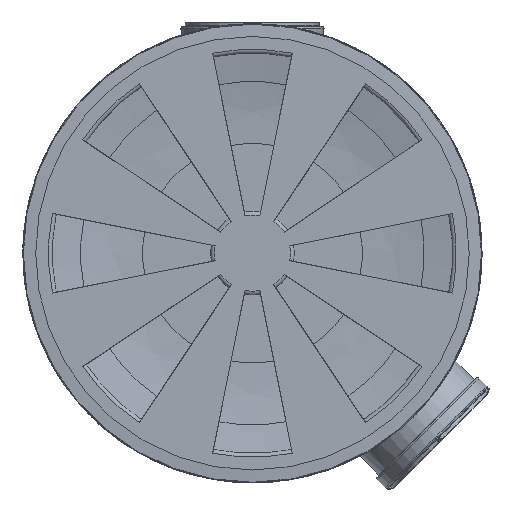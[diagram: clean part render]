
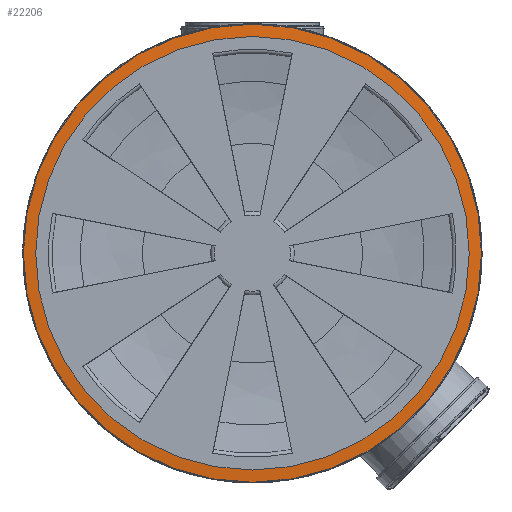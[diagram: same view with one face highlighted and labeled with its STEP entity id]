
A CAD part, front view. The second image highlights one B-rep face of the part: STEP entity #22206.
In plain terms, the highlighted conical face has half-angle 86 degrees and reference radius 353.465 mm.
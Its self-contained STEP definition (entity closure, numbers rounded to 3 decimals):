
#2349=CONICAL_SURFACE('',#24378,353.465,1.501);
#2825=LINE('',#45380,#3364);
#3364=VECTOR('',#28743,353.465);
#4344=FACE_OUTER_BOUND('',#5781,.T.);
#5781=EDGE_LOOP('',(#17626,#17627,#17628,#17629,#17630,#17631));
#7446=CIRCLE('',#24379,364.57);
#7447=CIRCLE('',#24380,364.57);
#7448=CIRCLE('',#24381,342.36);
#7449=CIRCLE('',#24382,342.36);
#9780=VERTEX_POINT('',#45375);
#9781=VERTEX_POINT('',#45376);
#9782=VERTEX_POINT('',#45379);
#9783=VERTEX_POINT('',#45381);
#12654=EDGE_CURVE('',#9780,#9781,#7446,.T.);
#12655=EDGE_CURVE('',#9781,#9780,#7447,.T.);
#12656=EDGE_CURVE('',#9781,#9782,#2825,.T.);
#12657=EDGE_CURVE('',#9782,#9783,#7448,.T.);
#12658=EDGE_CURVE('',#9783,#9782,#7449,.T.);
#17626=ORIENTED_EDGE('',*,*,#12654,.F.);
#17627=ORIENTED_EDGE('',*,*,#12655,.F.);
#17628=ORIENTED_EDGE('',*,*,#12656,.T.);
#17629=ORIENTED_EDGE('',*,*,#12657,.T.);
#17630=ORIENTED_EDGE('',*,*,#12658,.T.);
#17631=ORIENTED_EDGE('',*,*,#12656,.F.);
#22206=ADVANCED_FACE('',(#4344),#2349,.T.);
#24378=AXIS2_PLACEMENT_3D('',#45374,#28737,#28738);
#24379=AXIS2_PLACEMENT_3D('',#45377,#28739,#28740);
#24380=AXIS2_PLACEMENT_3D('',#45378,#28741,#28742);
#24381=AXIS2_PLACEMENT_3D('',#45382,#28744,#28745);
#24382=AXIS2_PLACEMENT_3D('',#45383,#28746,#28747);
#28737=DIRECTION('center_axis',(0.,1.,0.));
#28738=DIRECTION('ref_axis',(-1.,0.,0.));
#28739=DIRECTION('center_axis',(0.,1.,0.));
#28740=DIRECTION('ref_axis',(1.,0.,0.));
#28741=DIRECTION('center_axis',(0.,1.,0.));
#28742=DIRECTION('ref_axis',(1.,0.,0.));
#28743=DIRECTION('',(-0.998,-0.07,0.));
#28744=DIRECTION('center_axis',(0.,1.,0.));
#28745=DIRECTION('ref_axis',(1.,0.,0.));
#28746=DIRECTION('center_axis',(0.,1.,0.));
#28747=DIRECTION('ref_axis',(1.,0.,0.));
#45374=CARTESIAN_POINT('Origin',(0.,23.158,
0.));
#45375=CARTESIAN_POINT('',(0.,23.935,-364.57));
#45376=CARTESIAN_POINT('',(364.57,23.935,0.));
#45377=CARTESIAN_POINT('Origin',(0.,23.935,
0.));
#45378=CARTESIAN_POINT('Origin',(0.,23.935,
0.));
#45379=CARTESIAN_POINT('',(342.36,22.382,0.));
#45380=CARTESIAN_POINT('',(353.465,23.158,0.));
#45381=CARTESIAN_POINT('',(0.,22.382,-342.36));
#45382=CARTESIAN_POINT('Origin',(0.,22.382,
0.));
#45383=CARTESIAN_POINT('Origin',(0.,22.382,
0.));
